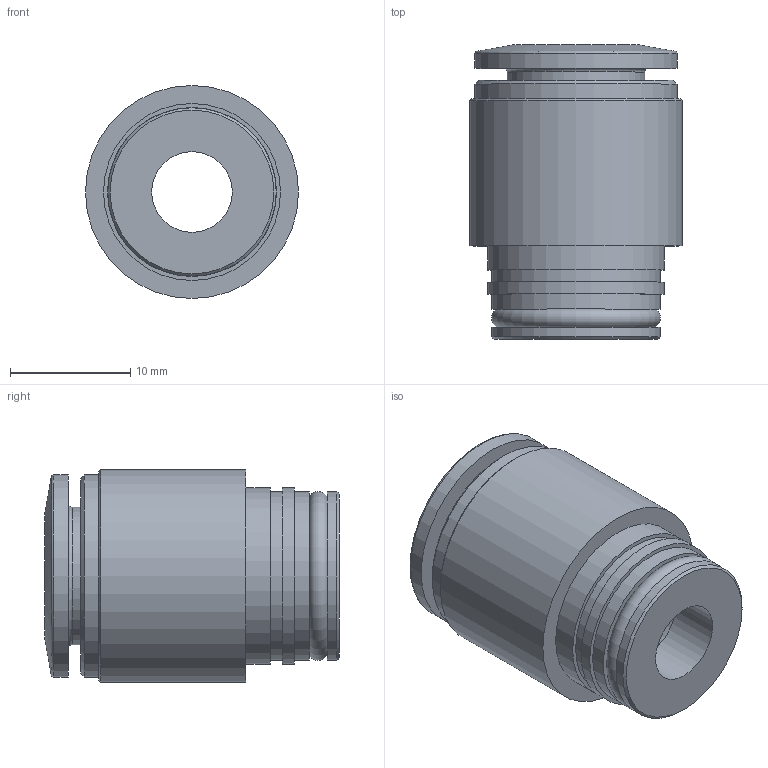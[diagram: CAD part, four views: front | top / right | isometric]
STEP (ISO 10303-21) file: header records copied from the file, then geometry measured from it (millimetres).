
FILE_DESCRIPTION(/* description */ ('STEP AP214'),/* implementation_level */ '2;1');
FILE_NAME(/* name */ '130842_QSPK18-10',/* time_stamp */ '2024-09-14T14:25:11+02:00',/* author */ ('License CC BY-ND 4.0'),/* organization */ ('CADENAS'),/* preprocessor_version */ 'ST-DEVELOPER v19.3',/* originating_system */ 'PARTsolutions',/* authorisation */ ' ');
FILE_SCHEMA (('AUTOMOTIVE_DESIGN {1 0 10303 214 3 1 1}'));
Length unit declared in the file: millimetre
Products named in the file (1): 130842 QSPK18-10
Bounding box: 17.7 x 24.47 x 17.7 mm (x, y, z)
Volume: 3335.6 mm3; surface area: 2664.2 mm2
Topology: 1 solids, 1 shells, 30 faces, 50 edges, 31 vertices
Faces by surface type: cylinder 11, plane 11, cone 4, torus 4
Full cylindrical faces by diameter (mm): 6.7 x1, 10 x1, 11.4 x1, 14 x3, 14.7 x2, 16.8 x2, 17.7 x1
Entity records: 843 total; most frequent: DIRECTION 122, CARTESIAN_POINT 91, AXIS2_PLACEMENT_3D 61, ORIENTED_EDGE 60, EDGE_LOOP 60, FACE_BOUND 60, EDGE_CURVE 30, VERTEX_POINT 30
